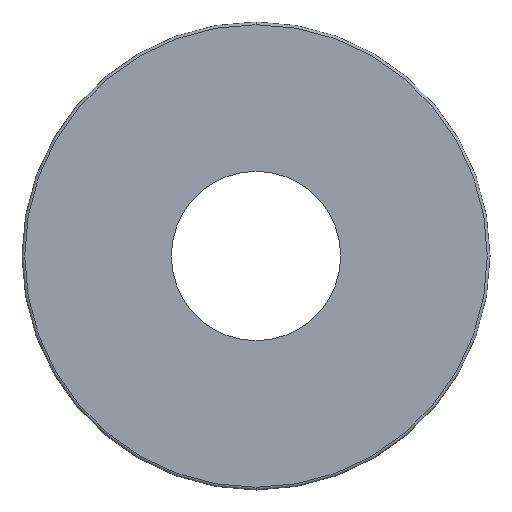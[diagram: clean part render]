
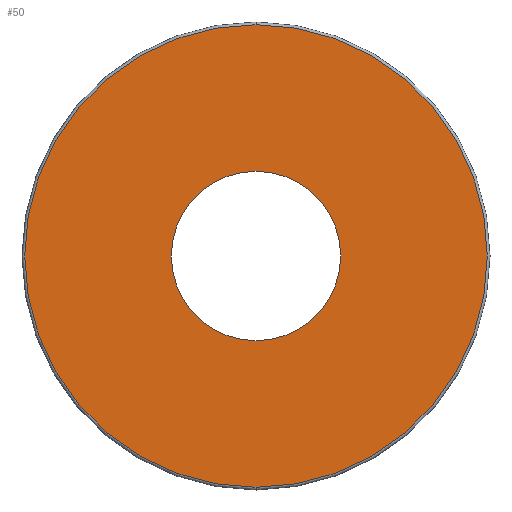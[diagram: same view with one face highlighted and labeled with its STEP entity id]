
A CAD part, front view. The second image highlights one B-rep face of the part: STEP entity #50.
In plain terms, the highlighted planar face has unit normal (0, -1, 0).
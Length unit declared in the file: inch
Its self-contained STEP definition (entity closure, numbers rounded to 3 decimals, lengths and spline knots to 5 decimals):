
#11 = FACE_BOUND ( 'NONE', #197, .T. ) ;
#49 = CIRCLE ( 'NONE', #142, 0.43 ) ;
#50 = ADVANCED_FACE ( 'NONE', ( #307, #11 ), #81, .T. ) ;
#65 = DIRECTION ( 'NONE',  ( 0., -1., 0. ) ) ;
#81 = PLANE ( 'NONE',  #173 ) ;
#86 = CARTESIAN_POINT ( 'NONE',  ( 0., 0., 0. ) ) ;
#96 = CARTESIAN_POINT ( 'NONE',  ( 0., 0., 0. ) ) ;
#99 = VERTEX_POINT ( 'NONE', #412 ) ;
#102 = CIRCLE ( 'NONE', #192, 0.43 ) ;
#114 = DIRECTION ( 'NONE',  ( 0., 0., -1. ) ) ;
#117 = DIRECTION ( 'NONE',  ( 0., 0., -1. ) ) ;
#139 = DIRECTION ( 'NONE',  ( 0., 0., -1. ) ) ;
#142 = AXIS2_PLACEMENT_3D ( 'NONE', #96, #375, #139 ) ;
#173 = AXIS2_PLACEMENT_3D ( 'NONE', #410, #355, #114 ) ;
#183 = AXIS2_PLACEMENT_3D ( 'NONE', #306, #65, #333 ) ;
#191 = AXIS2_PLACEMENT_3D ( 'NONE', #417, #233, #458 ) ;
#192 = AXIS2_PLACEMENT_3D ( 'NONE', #86, #360, #117 ) ;
#197 = EDGE_LOOP ( 'NONE', ( #347, #420 ) ) ;
#209 = EDGE_CURVE ( 'NONE', #99, #456, #102, .T. ) ;
#212 = EDGE_CURVE ( 'NONE', #314, #232, #457, .T. ) ;
#222 = EDGE_CURVE ( 'NONE', #232, #314, #348, .T. ) ;
#232 = VERTEX_POINT ( 'NONE', #243 ) ;
#233 = DIRECTION ( 'NONE',  ( 0., -1., 0. ) ) ;
#239 = EDGE_LOOP ( 'NONE', ( #450, #251 ) ) ;
#243 = CARTESIAN_POINT ( 'NONE',  ( 0., 0., 0.15748 ) ) ;
#251 = ORIENTED_EDGE ( 'NONE', *, *, #323, .T. ) ;
#306 = CARTESIAN_POINT ( 'NONE',  ( 0., 0., 0. ) ) ;
#307 = FACE_OUTER_BOUND ( 'NONE', #239, .T. ) ;
#314 = VERTEX_POINT ( 'NONE', #354 ) ;
#323 = EDGE_CURVE ( 'NONE', #456, #99, #49, .T. ) ;
#333 = DIRECTION ( 'NONE',  ( 0., 0., -1. ) ) ;
#347 = ORIENTED_EDGE ( 'NONE', *, *, #212, .F. ) ;
#348 = CIRCLE ( 'NONE', #183, 0.15748 ) ;
#354 = CARTESIAN_POINT ( 'NONE',  ( 0., 0., -0.15748 ) ) ;
#355 = DIRECTION ( 'NONE',  ( 0., -1., 0. ) ) ;
#360 = DIRECTION ( 'NONE',  ( 0., -1., 0. ) ) ;
#375 = DIRECTION ( 'NONE',  ( 0., -1., 0. ) ) ;
#410 = CARTESIAN_POINT ( 'NONE',  ( 0.435, 0., 0. ) ) ;
#412 = CARTESIAN_POINT ( 'NONE',  ( 0., 0., -0.43 ) ) ;
#417 = CARTESIAN_POINT ( 'NONE',  ( 0., 0., 0. ) ) ;
#420 = ORIENTED_EDGE ( 'NONE', *, *, #222, .F. ) ;
#439 = CARTESIAN_POINT ( 'NONE',  ( 0., 0., 0.43 ) ) ;
#450 = ORIENTED_EDGE ( 'NONE', *, *, #209, .T. ) ;
#456 = VERTEX_POINT ( 'NONE', #439 ) ;
#457 = CIRCLE ( 'NONE', #191, 0.15748 ) ;
#458 = DIRECTION ( 'NONE',  ( 0., 0., -1. ) ) ;
